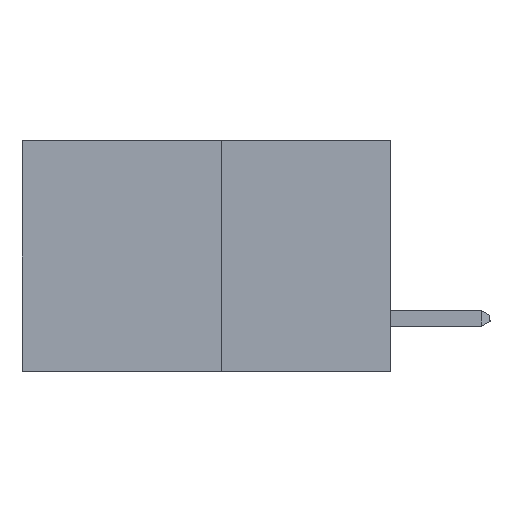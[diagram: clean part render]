
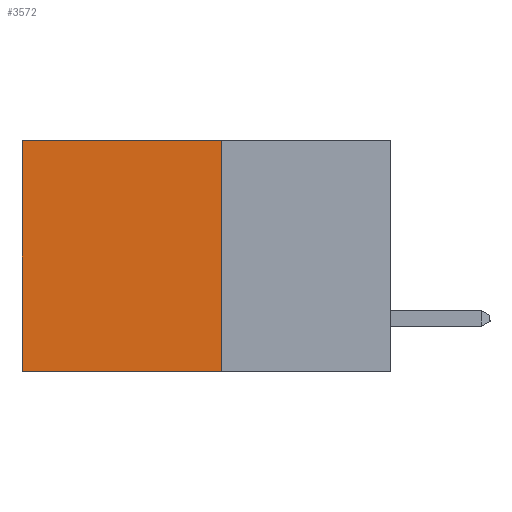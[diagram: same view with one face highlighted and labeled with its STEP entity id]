
A CAD part, left-side view. The second image highlights one B-rep face of the part: STEP entity #3572.
In plain terms, the highlighted planar face has unit normal (-1, 0, 0).
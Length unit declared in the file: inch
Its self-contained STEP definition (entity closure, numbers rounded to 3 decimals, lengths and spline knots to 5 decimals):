
#82 = CARTESIAN_POINT ( 'NONE',  ( 0.277, 0.59, -0.37 ) ) ;
#160 = CARTESIAN_POINT ( 'NONE',  ( 0.277, 0.27, -0.37 ) ) ;
#361 = VERTEX_POINT ( 'NONE', #6244 ) ;
#464 = ORIENTED_EDGE ( 'NONE', *, *, #7371, .T. ) ;
#2548 = CARTESIAN_POINT ( 'NONE',  ( 0.277, 0.27, -0.37 ) ) ;
#3225 = EDGE_LOOP ( 'NONE', ( #9832, #10046, #10236, #464 ) ) ;
#3454 = CARTESIAN_POINT ( 'NONE',  ( 0.277, 0.27, -0.37 ) ) ;
#3572 = ADVANCED_FACE ( 'NONE', ( #7337 ), #12342, .F. ) ;
#3652 = CARTESIAN_POINT ( 'NONE',  ( 0.277, 0.27, 0. ) ) ;
#3682 = DIRECTION ( 'NONE',  ( 0., 0., -1. ) ) ;
#4643 = DIRECTION ( 'NONE',  ( 0., 0., -1. ) ) ;
#5358 = DIRECTION ( 'NONE',  ( 0., 1., 0. ) ) ;
#5408 = VERTEX_POINT ( 'NONE', #2548 ) ;
#5568 = VECTOR ( 'NONE', #4643, 39.37008 ) ;
#5759 = LINE ( 'NONE', #13166, #9053 ) ;
#6244 = CARTESIAN_POINT ( 'NONE',  ( 0.277, 0.59, -0.37 ) ) ;
#7337 = FACE_OUTER_BOUND ( 'NONE', #3225, .T. ) ;
#7371 = EDGE_CURVE ( 'NONE', #8315, #7494, #13473, .T. ) ;
#7494 = VERTEX_POINT ( 'NONE', #13416 ) ;
#7570 = VECTOR ( 'NONE', #11067, 39.37008 ) ;
#8315 = VERTEX_POINT ( 'NONE', #3652 ) ;
#8850 = LINE ( 'NONE', #3454, #5568 ) ;
#9053 = VECTOR ( 'NONE', #5358, 39.37008 ) ;
#9073 = AXIS2_PLACEMENT_3D ( 'NONE', #160, #12719, #13482 ) ;
#9832 = ORIENTED_EDGE ( 'NONE', *, *, #11724, .T. ) ;
#9910 = CARTESIAN_POINT ( 'NONE',  ( 0.277, 0.27, 0. ) ) ;
#10046 = ORIENTED_EDGE ( 'NONE', *, *, #12701, .F. ) ;
#10236 = ORIENTED_EDGE ( 'NONE', *, *, #13309, .F. ) ;
#10505 = VECTOR ( 'NONE', #3682, 39.37008 ) ;
#11067 = DIRECTION ( 'NONE',  ( 0., 1., 0. ) ) ;
#11724 = EDGE_CURVE ( 'NONE', #7494, #361, #13451, .T. ) ;
#12342 = PLANE ( 'NONE',  #9073 ) ;
#12701 = EDGE_CURVE ( 'NONE', #5408, #361, #5759, .T. ) ;
#12719 = DIRECTION ( 'NONE',  ( 1., 0., 0. ) ) ;
#13166 = CARTESIAN_POINT ( 'NONE',  ( 0.277, 0.27, -0.37 ) ) ;
#13309 = EDGE_CURVE ( 'NONE', #8315, #5408, #8850, .T. ) ;
#13416 = CARTESIAN_POINT ( 'NONE',  ( 0.277, 0.59, 0. ) ) ;
#13451 = LINE ( 'NONE', #82, #10505 ) ;
#13473 = LINE ( 'NONE', #9910, #7570 ) ;
#13482 = DIRECTION ( 'NONE',  ( 0., 0., -1. ) ) ;
